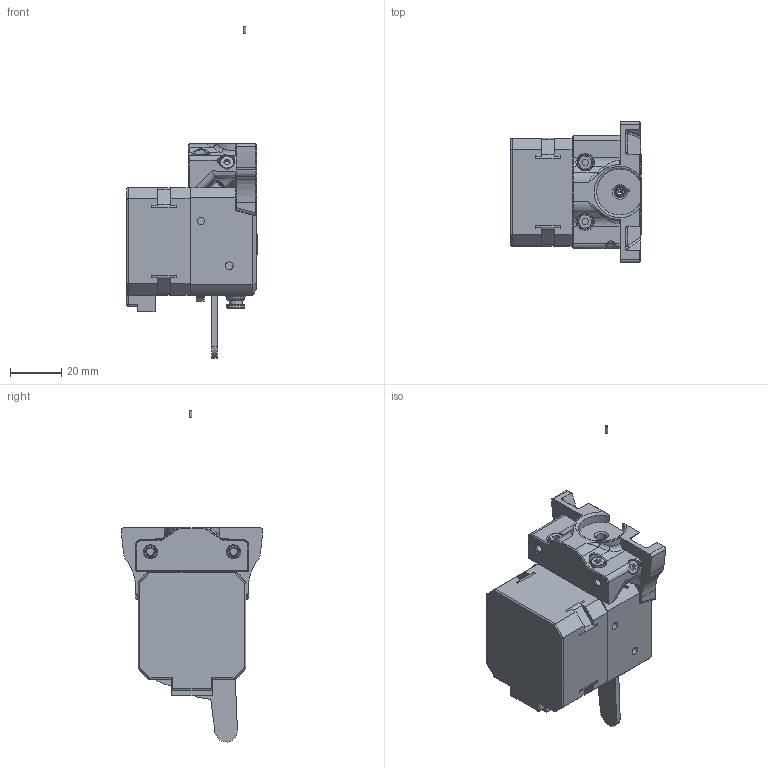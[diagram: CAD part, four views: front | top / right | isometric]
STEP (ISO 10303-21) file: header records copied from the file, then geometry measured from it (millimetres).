
FILE_DESCRIPTION(/* description */ (''),/* implementation_level */ '2;1');
FILE_NAME(/* name */ 'LGX-fsensor_ercf1.1 v6.step',/* time_stamp */ '2021-10-22T13:47:40+02:00',/* author */ (''),/* organization */ (''),/* preprocessor_version */ 'ST-DEVELOPER v18.1',/* originating_system */ 'Autodesk Translation Framework v10.10.0.1391',/* authorisation */ '');
FILE_SCHEMA (('AUTOMOTIVE_DESIGN { 1 0 10303 214 3 1 1 }'));
Length unit declared in the file: millimetre
Products named in the file (13): LGX-fsensor_ercf1.1; LGX v1; M3X8 SHCS v2; M3X8 SHCS v2 (1); Magnet6x3 v1; M3X12 SHCS v2; M3Washer v1; M3 Washer; AH3364Q-P-B v4; M3 Threaded Insert v5; AH3364Q-P-B v5; Component16; Component17
Assembly tree (18 placements, depth 3):
  LGX-fsensor_ercf1.1
    LGX v1
    M3X8 SHCS v2  x2
    M3X8 SHCS v2 (1)
    Magnet6x3 v1
    M3X12 SHCS v2  x2
    M3Washer v1
      M3 Washer
    AH3364Q-P-B v4
    M3 Threaded Insert v5  x4
    AH3364Q-P-B v5
      Component17  x2
      Component16
Bounding box: 50.95 x 55.02 x 129.57 mm (x, y, z)
Volume: 104535.3 mm3; surface area: 24572.9 mm2
Topology: 21 solids, 25 shells, 1351 faces, 3487 edges, 2254 vertices
Faces by surface type: plane 537, bspline 464, cylinder 259, cone 77, torus 12, sphere 2
Full cylindrical faces by diameter (mm): 0.75 x3, 0.791 x3, 0.9 x3, 1.017 x3, 2 x1, 2.5 x5, 2.7 x1, 2.9 x4, 3 x11, 3.2 x1, 3.4 x3, 3.6 x4, 4 x1, 4.2 x4, 4.25 x4, 4.3 x1, 4.6 x4, 4.7 x4, 5 x3, 5.5 x7, 5.8 x2, 6 x1, 6.2 x2, 7 x2
Entity records: 33668 total; most frequent: CARTESIAN_POINT 11041, ORIENTED_EDGE 4840, DIRECTION 3859, EDGE_CURVE 2420, VERTEX_POINT 1552, LINE 1393, VECTOR 1393, AXIS2_PLACEMENT_3D 1233
